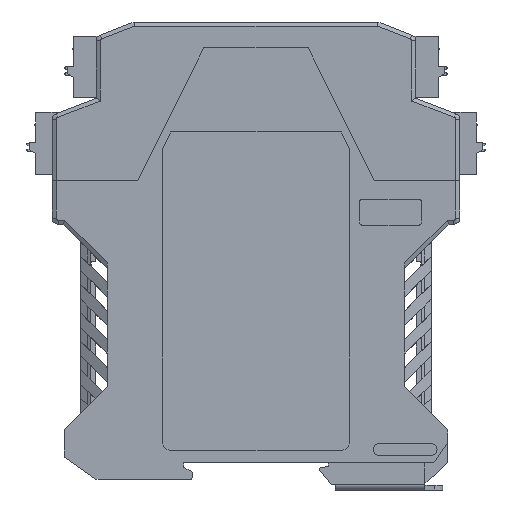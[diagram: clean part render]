
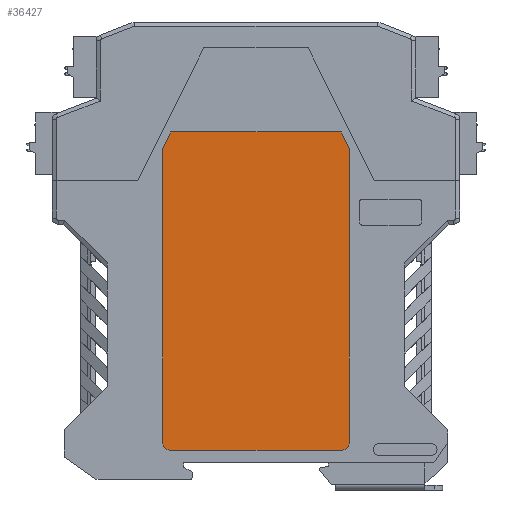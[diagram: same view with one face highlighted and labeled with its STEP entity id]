
A CAD part, left-side view. The second image highlights one B-rep face of the part: STEP entity #36427.
In plain terms, the highlighted face is planar.
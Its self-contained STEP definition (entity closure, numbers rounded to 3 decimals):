
#1595=CIRCLE('',#38422,2.);
#1596=CIRCLE('',#38423,2.);
#2844=VERTEX_POINT('',#50835);
#2845=VERTEX_POINT('',#50837);
#2846=VERTEX_POINT('',#50841);
#2847=VERTEX_POINT('',#50845);
#2848=VERTEX_POINT('',#50847);
#2849=VERTEX_POINT('',#50849);
#2850=VERTEX_POINT('',#50851);
#2851=VERTEX_POINT('',#50853);
#6737=VECTOR('',#41941,1.);
#6739=VECTOR('',#41944,1.);
#6740=VECTOR('',#41946,1.);
#6741=VECTOR('',#41947,1.);
#6742=VECTOR('',#41948,1.);
#6743=VECTOR('',#41951,1.);
#11441=LINE('',#50838,#6737);
#11443=LINE('',#50842,#6739);
#11444=LINE('',#50844,#6740);
#11445=LINE('',#50846,#6741);
#11446=LINE('',#50848,#6742);
#11447=LINE('',#50852,#6743);
#16189=EDGE_CURVE('',#2844,#2845,#11441,.T.);
#16191=EDGE_CURVE('',#2846,#2844,#11443,.T.);
#16192=EDGE_CURVE('',#2845,#2847,#11444,.T.);
#16193=EDGE_CURVE('',#2847,#2848,#11445,.T.);
#16194=EDGE_CURVE('',#2848,#2849,#11446,.T.);
#16195=EDGE_CURVE('',#2850,#2849,#1595,.T.);
#16196=EDGE_CURVE('',#2850,#2851,#11447,.T.);
#16197=EDGE_CURVE('',#2846,#2851,#1596,.T.);
#22521=ORIENTED_EDGE('',*,*,#16192,.T.);
#22522=ORIENTED_EDGE('',*,*,#16193,.T.);
#22523=ORIENTED_EDGE('',*,*,#16194,.T.);
#22524=ORIENTED_EDGE('',*,*,#16195,.F.);
#22525=ORIENTED_EDGE('',*,*,#16196,.T.);
#22526=ORIENTED_EDGE('',*,*,#16197,.F.);
#22527=ORIENTED_EDGE('',*,*,#16191,.T.);
#22528=ORIENTED_EDGE('',*,*,#16189,.T.);
#32230=EDGE_LOOP('',(#22521,#22522,#22523,#22524,#22525,#22526,#22527,#22528));
#34331=FACE_BOUND('',#32230,.T.);
#36427=ADVANCED_FACE('',(#34331),#60761,.T.);
#38421=AXIS2_PLACEMENT_3D('',#50843,#41945,$);
#38422=AXIS2_PLACEMENT_3D('',#50850,#41949,#41950);
#38423=AXIS2_PLACEMENT_3D('',#50854,#41952,#41953);
#41941=DIRECTION('',(0.447,0.894,0.));
#41944=DIRECTION('',(0.,1.,0.));
#41945=DIRECTION('',(0.,0.,-1.));
#41946=DIRECTION('',(1.,0.,0.));
#41947=DIRECTION('',(0.447,-0.894,0.));
#41948=DIRECTION('',(0.,-1.,0.));
#41949=DIRECTION('',(0.,0.,1.));
#41950=DIRECTION('',(2.,0.,0.));
#41951=DIRECTION('',(-1.,0.,0.));
#41952=DIRECTION('',(0.,0.,1.));
#41953=DIRECTION('',(2.,0.,0.));
#50835=CARTESIAN_POINT('',(-22.65,84.3,-11.1));
#50837=CARTESIAN_POINT('',(-20.65,88.3,-11.1));
#50838=CARTESIAN_POINT('',(-22.65,84.3,-11.1));
#50841=CARTESIAN_POINT('',(-22.65,13.,-11.1));
#50842=CARTESIAN_POINT('',(-22.65,13.,-11.1));
#50843=CARTESIAN_POINT('',(-34.89,74.275,-11.1));
#50844=CARTESIAN_POINT('',(-20.65,88.3,-11.1));
#50845=CARTESIAN_POINT('',(20.65,88.3,-11.1));
#50846=CARTESIAN_POINT('',(20.65,88.3,-11.1));
#50847=CARTESIAN_POINT('',(22.65,84.3,-11.1));
#50848=CARTESIAN_POINT('',(22.65,84.3,-11.1));
#50849=CARTESIAN_POINT('',(22.65,13.,-11.1));
#50850=CARTESIAN_POINT('',(20.65,13.,-11.1));
#50851=CARTESIAN_POINT('',(20.65,11.,-11.1));
#50852=CARTESIAN_POINT('',(20.65,11.,-11.1));
#50853=CARTESIAN_POINT('',(-20.65,11.,-11.1));
#50854=CARTESIAN_POINT('',(-20.65,13.,-11.1));
#60761=PLANE('',#38421);
